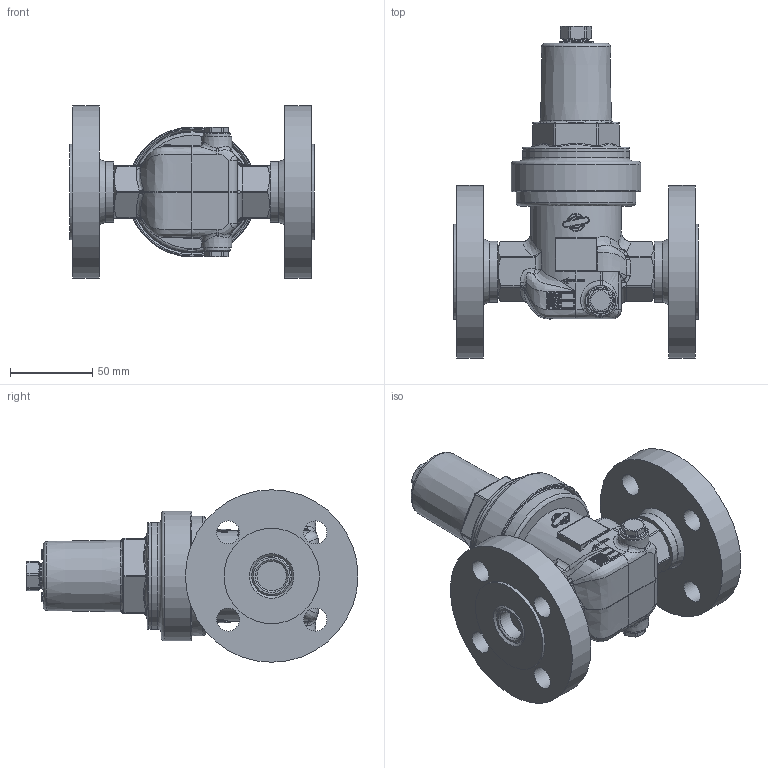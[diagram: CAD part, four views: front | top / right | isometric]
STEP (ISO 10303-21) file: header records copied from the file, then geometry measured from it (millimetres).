
FILE_DESCRIPTION(/* description */ (''),/* implementation_level */ '2;1');
FILE_NAME(/* name */ '083003-000A0.stp',/* time_stamp */ '2021-06-17T08:47:36+02:00',/* author */ ('gninka'),/* organization */ (''),/* preprocessor_version */ 'ST-DEVELOPER v18.1',/* originating_system */ 'Autodesk Inventor 2021',/* authorisation */ '');
FILE_SCHEMA (('AUTOMOTIVE_DESIGN { 1 0 10303 214 3 1 1 }'));
Products named in the file (1): 083003-000A0_step
Bounding box: 149 x 202.01 x 105 mm (x, y, z)
Volume: 759745.1 mm3; surface area: 96564.1 mm2
Topology: 1 solids, 5 shells, 889 faces, 2257 edges, 1394 vertices
Faces by surface type: bspline 415, plane 195, cylinder 151, cone 50, torus 40, sphere 38
Full cylindrical faces by diameter (mm): 2 x1, 10 x1, 10.2 x1, 11.6 x2, 14 x8, 15 x1, 16.5 x2, 18 x2, 37 x2, 50 x1, 55 x1, 58 x2, 60 x1, 65 x1, 73 x1, 79 x1, 105 x2
Entity records: 42976 total; most frequent: CARTESIAN_POINT 24720, ORIENTED_EDGE 4472, DIRECTION 2679, EDGE_CURVE 2236, VERTEX_POINT 1394, AXIS2_PLACEMENT_3D 1121, B_SPLINE_CURVE_WITH_KNOTS 1103, EDGE_LOOP 950
